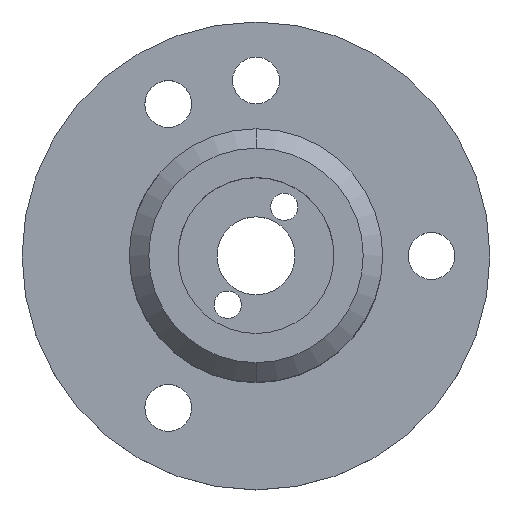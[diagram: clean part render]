
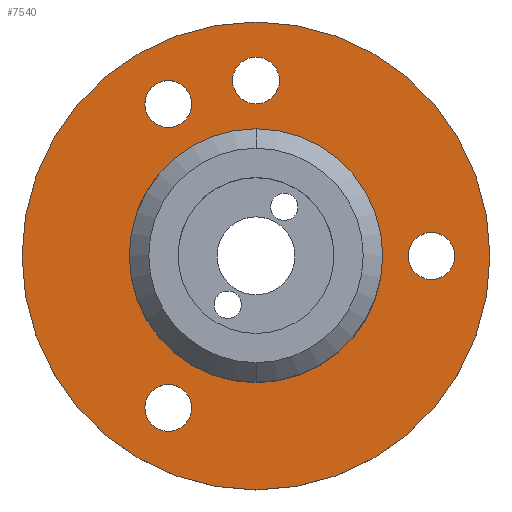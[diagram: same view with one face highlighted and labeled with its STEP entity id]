
A CAD part, top view. The second image highlights one B-rep face of the part: STEP entity #7540.
In plain terms, the highlighted face is planar.
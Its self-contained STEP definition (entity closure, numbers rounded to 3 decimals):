
#3190=CARTESIAN_POINT('',(67.852,-92.479,
87.726));
#3200=VERTEX_POINT('',#3190);
#3230=CARTESIAN_POINT('',(67.852,-92.479,
94.226));
#3240=DIRECTION('',(0.,-1.,0.));
#3250=DIRECTION('',(0.,0.,1.));
#3260=AXIS2_PLACEMENT_3D('',#3230,#3240,#3250);
#3270=CIRCLE('',#3260,6.5);
#3280=CARTESIAN_POINT('',(67.852,-92.479,
100.726));
#3290=VERTEX_POINT('',#3280);
#3300=EDGE_CURVE('',#3200,#3290,#3270,.T.);
#6560=CARTESIAN_POINT('',(57.46,-92.479,
100.226));
#6570=VERTEX_POINT('',#6560);
#6650=CARTESIAN_POINT('',(78.244,-92.479,
88.226));
#6660=VERTEX_POINT('',#6650);
#6690=CARTESIAN_POINT('',(67.852,-92.479,
94.226));
#6700=DIRECTION('',(0.,1.,0.));
#6710=DIRECTION('',(-0.866,0.,0.5));
#6720=AXIS2_PLACEMENT_3D('',#6690,#6700,#6710);
#6730=CIRCLE('',#6720,12.);
#6740=EDGE_CURVE('',#6660,#6570,#6730,.T.);
#6790=CARTESIAN_POINT('',(75.955,-92.479,
85.309));
#6800=DIRECTION('',(0.,1.,0.));
#6810=DIRECTION('',(-0.866,0.,0.5));
#6820=AXIS2_PLACEMENT_3D('',#6790,#6800,#6810);
#6830=PLANE('',#6820);
#6840=CARTESIAN_POINT('',(72.352,-92.479,
102.021));
#6850=DIRECTION('',(0.,1.,0.));
#6860=DIRECTION('',(1.,0.,0.));
#6870=AXIS2_PLACEMENT_3D('',#6840,#6850,#6860);
#6880=CIRCLE('',#6870,1.2);
#6890=CARTESIAN_POINT('',(73.552,-92.479,
102.021));
#6900=VERTEX_POINT('',#6890);
#6910=CARTESIAN_POINT('',(71.152,-92.479,
102.021));
#6920=VERTEX_POINT('',#6910);
#6930=EDGE_CURVE('',#6900,#6920,#6880,.T.);
#6940=ORIENTED_EDGE('',*,*,#6930,.F.);
#6950=EDGE_CURVE('',#6920,#6900,#6880,.T.);
#6960=ORIENTED_EDGE('',*,*,#6950,.F.);
#6970=EDGE_LOOP('',(#6960,#6940));
#6980=FACE_BOUND('',#6970,.T.);
#6990=ORIENTED_EDGE('',*,*,#3300,.T.);
#7000=EDGE_CURVE('',#3290,#3200,#3270,.T.);
#7010=ORIENTED_EDGE('',*,*,#7000,.T.);
#7020=EDGE_LOOP('',(#7010,#6990));
#7030=FACE_BOUND('',#7020,.T.);
#7040=CARTESIAN_POINT('',(58.852,-92.479,
94.226));
#7050=DIRECTION('',(0.,1.,0.));
#7060=DIRECTION('',(1.,0.,0.));
#7070=AXIS2_PLACEMENT_3D('',#7040,#7050,#7060);
#7080=CIRCLE('',#7070,1.2);
#7090=CARTESIAN_POINT('',(60.052,-92.479,
94.226));
#7100=VERTEX_POINT('',#7090);
#7110=CARTESIAN_POINT('',(57.652,-92.479,
94.226));
#7120=VERTEX_POINT('',#7110);
#7130=EDGE_CURVE('',#7100,#7120,#7080,.T.);
#7140=ORIENTED_EDGE('',*,*,#7130,.F.);
#7150=EDGE_CURVE('',#7120,#7100,#7080,.T.);
#7160=ORIENTED_EDGE('',*,*,#7150,.F.);
#7170=EDGE_LOOP('',(#7160,#7140));
#7180=FACE_BOUND('',#7170,.T.);
#7190=CARTESIAN_POINT('',(67.852,-92.479,
103.226));
#7200=DIRECTION('',(0.,1.,0.));
#7210=DIRECTION('',(0.,0.,1.));
#7220=AXIS2_PLACEMENT_3D('',#7190,#7200,#7210);
#7230=CIRCLE('',#7220,1.2);
#7240=CARTESIAN_POINT('',(67.852,-92.479,
104.426));
#7250=VERTEX_POINT('',#7240);
#7260=CARTESIAN_POINT('',(67.852,-92.479,
102.026));
#7270=VERTEX_POINT('',#7260);
#7280=EDGE_CURVE('',#7250,#7270,#7230,.T.);
#7290=ORIENTED_EDGE('',*,*,#7280,.F.);
#7300=EDGE_CURVE('',#7270,#7250,#7230,.T.);
#7310=ORIENTED_EDGE('',*,*,#7300,.F.);
#7320=EDGE_LOOP('',(#7310,#7290));
#7330=FACE_BOUND('',#7320,.T.);
#7340=CARTESIAN_POINT('',(72.352,-92.479,
86.432));
#7350=DIRECTION('',(0.,1.,0.));
#7360=DIRECTION('',(1.,0.,0.));
#7370=AXIS2_PLACEMENT_3D('',#7340,#7350,#7360);
#7380=CIRCLE('',#7370,1.2);
#7390=CARTESIAN_POINT('',(73.552,-92.479,
86.432));
#7400=VERTEX_POINT('',#7390);
#7410=CARTESIAN_POINT('',(71.152,-92.479,
86.432));
#7420=VERTEX_POINT('',#7410);
#7430=EDGE_CURVE('',#7400,#7420,#7380,.T.);
#7440=ORIENTED_EDGE('',*,*,#7430,.F.);
#7450=EDGE_CURVE('',#7420,#7400,#7380,.T.);
#7460=ORIENTED_EDGE('',*,*,#7450,.F.);
#7470=EDGE_LOOP('',(#7460,#7440));
#7480=FACE_BOUND('',#7470,.T.);
#7490=EDGE_CURVE('',#6570,#6660,#6730,.T.);
#7500=ORIENTED_EDGE('',*,*,#7490,.T.);
#7510=ORIENTED_EDGE('',*,*,#6740,.T.);
#7520=EDGE_LOOP('',(#7510,#7500));
#7530=FACE_OUTER_BOUND('',#7520,.T.);
#7540=ADVANCED_FACE('',(#6980,#7030,#7180,#7330,#7480,#7530),#6830,.T.);
